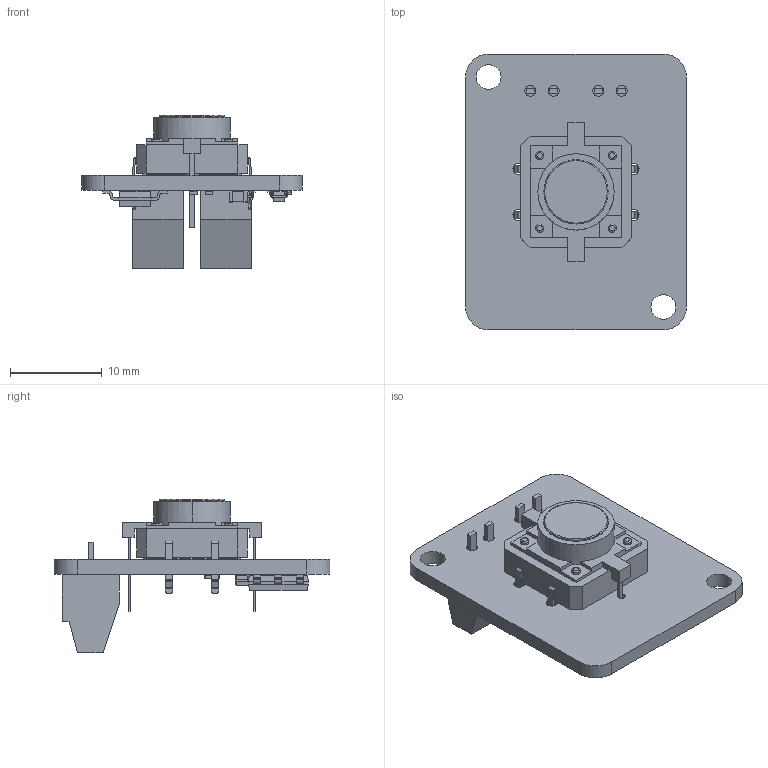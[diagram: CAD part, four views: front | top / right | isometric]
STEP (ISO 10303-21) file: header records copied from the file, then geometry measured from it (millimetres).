
FILE_DESCRIPTION(('KiCad electronic assembly'),'2;1');
FILE_NAME('Tactile Power Switch-THT.step','2024-09-18T12:55:07',( 'Pcbnew'),('Kicad'),'Open CASCADE STEP processor 7.8', 'KiCad to STEP converter','Unknown');
FILE_SCHEMA(('AUTOMOTIVE_DESIGN { 1 0 10303 214 1 1 1 1 }'));
Length unit declared in the file: millimetre
Products named in the file (14): Tactile Power Switch-THT 1; TSD1265; C_0805_2012Metric; R_0603_1608Metric; SOT-23-3; TerminalBlock_Phoenix_MPT-0,5-2-2.54_1x02_P2.54mm_Horizontal; TerminalBlock_Phoenix_MPT_05_2_254_1x02_P254mm_Horizontal; SOT-223; SOT_223; Tactile Power Switch_PCB
Assembly tree (19 placements, depth 3):
  Tactile Power Switch-THT 1
    TSD1265
      TSD1265
    C_0805_2012Metric  x2
      C_0805_2012Metric
    R_0603_1608Metric  x4
      R_0603_1608Metric
    SOT-23-3  x2
      SOT-23-3
    TerminalBlock_Phoenix_MPT-0,5-2-2.54_1x02_P2.54mm_Horizontal  x2
      TerminalBlock_Phoenix_MPT_05_2_254_1x02_P254mm_Horizontal
    SOT-223
      SOT_223
    Tactile Power Switch_PCB
Bounding box: 24 x 30 x 16.7 mm (x, y, z)
Volume: 2241.6 mm3; surface area: 3730.9 mm2
Topology: 21 solids, 21 shells, 787 faces, 1972 edges, 1268 vertices
Faces by surface type: plane 505, cylinder 204, bspline 64, torus 10, revolution 4
Full cylindrical faces by diameter (mm): 0.8 x2, 1.1 x4, 1.2 x8, 1.8 x2, 2 x4, 2.2 x4, 2.7 x2
Entity records: 18164 total; most frequent: CARTESIAN_POINT 2950, ORIENTED_EDGE 2664, DIRECTION 2663, EDGE_CURVE 1332, LINE 923, VECTOR 923, AXIS2_PLACEMENT_3D 868, VERTEX_POINT 859
